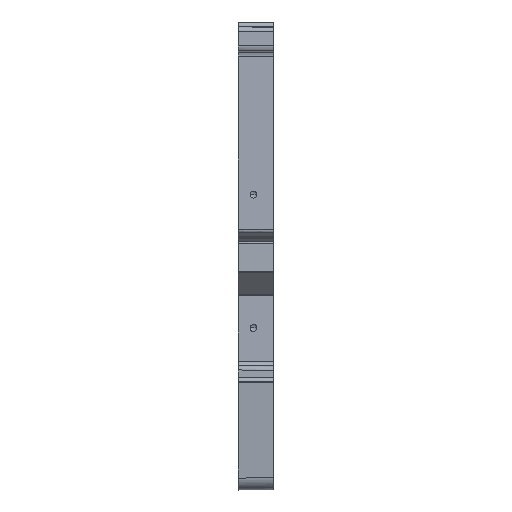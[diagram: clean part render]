
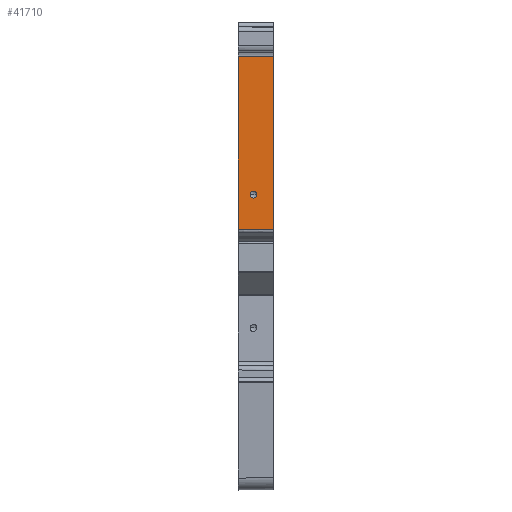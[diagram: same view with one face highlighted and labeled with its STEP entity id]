
A CAD part, left-side view. The second image highlights one B-rep face of the part: STEP entity #41710.
In plain terms, the highlighted face is planar.
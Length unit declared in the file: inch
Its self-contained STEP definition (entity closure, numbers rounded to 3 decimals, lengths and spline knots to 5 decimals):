
#10 = DIRECTION ( 'NONE',  ( -1., 0., 0.009 ) ) ;
#249 = EDGE_LOOP ( 'NONE', ( #8012, #39446, #17835, #44886 ) ) ;
#486 = CARTESIAN_POINT ( 'NONE',  ( -0.11101, 2.6102, -0.36017 ) ) ;
#814 = CARTESIAN_POINT ( 'NONE',  ( -0.31693, 2.31188, -0.35838 ) ) ;
#1133 = EDGE_CURVE ( 'NONE', #33774, #19177, #45613, .T. ) ;
#1356 = CARTESIAN_POINT ( 'NONE',  ( 0., 3.87804, -0.36114 ) ) ;
#1570 = CARTESIAN_POINT ( 'NONE',  ( -0.31693, 2.31188, -0.35838 ) ) ;
#2061 = CARTESIAN_POINT ( 'NONE',  ( 0., 2.3153, -0.36114 ) ) ;
#2313 = CARTESIAN_POINT ( 'NONE',  ( -0.10574, 2.63437, -0.36022 ) ) ;
#2424 = CARTESIAN_POINT ( 'NONE',  ( -0.10574, 2.62501, -0.36022 ) ) ;
#3794 = CARTESIAN_POINT ( 'NONE',  ( -0.10564, 3.87829, -0.36022 ) ) ;
#4082 = B_SPLINE_CURVE_WITH_KNOTS ( 'NONE', 3,
 ( #46149, #22010, #8588, #9131 ),
 .UNSPECIFIED., .F., .F.,
 ( 4, 4 ),
 ( 0., 0.5 ),
 .UNSPECIFIED. ) ;
#4562 = EDGE_CURVE ( 'NONE', #19177, #5563, #4082, .T. ) ;
#4942 = VERTEX_POINT ( 'NONE', #1356 ) ;
#5563 = VERTEX_POINT ( 'NONE', #50013 ) ;
#6768 = VERTEX_POINT ( 'NONE', #38775 ) ;
#6927 = VECTOR ( 'NONE', #41605, 39.37008 ) ;
#8012 = ORIENTED_EDGE ( 'NONE', *, *, #45410, .T. ) ;
#8159 = LINE ( 'NONE', #24874, #6927 ) ;
#8588 = CARTESIAN_POINT ( 'NONE',  ( -0.10538, 2.62813, -0.36022 ) ) ;
#9001 = CARTESIAN_POINT ( 'NONE',  ( -0.10574, 2.62501, -0.36022 ) ) ;
#9131 = CARTESIAN_POINT ( 'NONE',  ( -0.10538, 2.62969, -0.36022 ) ) ;
#9523 = CARTESIAN_POINT ( 'NONE',  ( -0.14661, 2.59925, -0.35986 ) ) ;
#11067 = CARTESIAN_POINT ( 'NONE',  ( -0.12323, 2.65891, -0.36007 ) ) ;
#11195 = EDGE_CURVE ( 'NONE', #5563, #23047, #36733, .T. ) ;
#13104 = ORIENTED_EDGE ( 'NONE', *, *, #11195, .T. ) ;
#17567 = B_SPLINE_CURVE_WITH_KNOTS ( 'NONE', 3,
 ( #33482, #50435, #42759, #814 ),
 .UNSPECIFIED., .F., .F.,
 ( 4, 4 ),
 ( 0., 1. ),
 .UNSPECIFIED. ) ;
#17568 = ORIENTED_EDGE ( 'NONE', *, *, #37642, .T. ) ;
#17835 = ORIENTED_EDGE ( 'NONE', *, *, #35433, .T. ) ;
#18807 = ORIENTED_EDGE ( 'NONE', *, *, #1133, .T. ) ;
#19177 = VERTEX_POINT ( 'NONE', #2424 ) ;
#19646 = CARTESIAN_POINT ( 'NONE',  ( -0.10538, 2.62969, -0.36022 ) ) ;
#20828 = CARTESIAN_POINT ( 'NONE',  ( -0.10574, 2.63437, -0.36022 ) ) ;
#21068 = CARTESIAN_POINT ( 'NONE',  ( -0.16459, 2.61424, -0.3597 ) ) ;
#22010 = CARTESIAN_POINT ( 'NONE',  ( -0.1055, 2.62657, -0.36022 ) ) ;
#22873 = CARTESIAN_POINT ( 'NONE',  ( -0.15395, 2.6566, -0.3598 ) ) ;
#23047 = VERTEX_POINT ( 'NONE', #20828 ) ;
#23471 = CARTESIAN_POINT ( 'NONE',  ( -0.1055, 2.63281, -0.36022 ) ) ;
#23963 = CARTESIAN_POINT ( 'NONE',  ( -0.14661, 2.66014, -0.35986 ) ) ;
#24710 = LINE ( 'NONE', #45819, #29907 ) ;
#24874 = CARTESIAN_POINT ( 'NONE',  ( 0., 3.95369, -0.36114 ) ) ;
#24959 = FACE_BOUND ( 'NONE', #50348, .T. ) ;
#25333 = VERTEX_POINT ( 'NONE', #2061 ) ;
#25968 = CARTESIAN_POINT ( 'NONE',  ( -0.1676, 2.62186, -0.35968 ) ) ;
#27800 = CARTESIAN_POINT ( 'NONE',  ( -0.13104, 2.6613, -0.36 ) ) ;
#28088 = CARTESIAN_POINT ( 'NONE',  ( -0.16758, 2.63752, -0.35968 ) ) ;
#29907 = VECTOR ( 'NONE', #33215, 39.37008 ) ;
#30753 = CARTESIAN_POINT ( 'NONE',  ( -0.16759, 2.62969, -0.35968 ) ) ;
#31646 = CARTESIAN_POINT ( 'NONE',  ( -0.16461, 2.64514, -0.3597 ) ) ;
#32612 = B_SPLINE_CURVE_WITH_KNOTS ( 'NONE', 3,
 ( #2313, #39614, #48631, #11067, #27800, #23963, #22873, #31646, #28088, #43705 ),
 .UNSPECIFIED., .F., .F.,
 ( 4, 2, 2, 2, 4 ),
 ( 0., 0.125, 0.25, 0.375, 0.5 ),
 .UNSPECIFIED. ) ;
#32929 = PLANE ( 'NONE',  #40869 ) ;
#33130 = EDGE_CURVE ( 'NONE', #6768, #4942, #37526, .T. ) ;
#33215 = DIRECTION ( 'NONE',  ( 0., 1., 0. ) ) ;
#33482 = CARTESIAN_POINT ( 'NONE',  ( 0., 2.3153, -0.36114 ) ) ;
#33694 = CARTESIAN_POINT ( 'NONE',  ( -0.12324, 2.60048, -0.36007 ) ) ;
#33774 = VERTEX_POINT ( 'NONE', #30753 ) ;
#35433 = EDGE_CURVE ( 'NONE', #38414, #6768, #24710, .T. ) ;
#36509 = FACE_OUTER_BOUND ( 'NONE', #249, .T. ) ;
#36641 = CARTESIAN_POINT ( 'NONE',  ( -0.10574, 2.63437, -0.36022 ) ) ;
#36733 = B_SPLINE_CURVE_WITH_KNOTS ( 'NONE', 3,
 ( #19646, #44296, #23471, #36641 ),
 .UNSPECIFIED., .F., .F.,
 ( 4, 4 ),
 ( 0.5, 1. ),
 .UNSPECIFIED. ) ;
#37526 = B_SPLINE_CURVE_WITH_KNOTS ( 'NONE', 3,
 ( #50103, #49562, #3794, #41615 ),
 .UNSPECIFIED., .F., .F.,
 ( 4, 4 ),
 ( 0., 1. ),
 .UNSPECIFIED. ) ;
#37642 = EDGE_CURVE ( 'NONE', #23047, #33774, #32612, .T. ) ;
#38070 = CARTESIAN_POINT ( 'NONE',  ( -0.15397, 2.60278, -0.3598 ) ) ;
#38414 = VERTEX_POINT ( 'NONE', #1570 ) ;
#38609 = CARTESIAN_POINT ( 'NONE',  ( -0.16759, 2.62969, -0.35968 ) ) ;
#38775 = CARTESIAN_POINT ( 'NONE',  ( -0.31693, 3.87878, -0.35838 ) ) ;
#39446 = ORIENTED_EDGE ( 'NONE', *, *, #47409, .T. ) ;
#39614 = CARTESIAN_POINT ( 'NONE',  ( -0.10692, 2.64212, -0.36021 ) ) ;
#40869 = AXIS2_PLACEMENT_3D ( 'NONE', #53743, #44720, #10 ) ;
#41605 = DIRECTION ( 'NONE',  ( 0., -1., 0. ) ) ;
#41615 = CARTESIAN_POINT ( 'NONE',  ( 0., 3.87804, -0.36114 ) ) ;
#41710 = ADVANCED_FACE ( 'NONE', ( #24959, #36509 ), #32929, .T. ) ;
#42759 = CARTESIAN_POINT ( 'NONE',  ( -0.21129, 2.31302, -0.3593 ) ) ;
#43705 = CARTESIAN_POINT ( 'NONE',  ( -0.16759, 2.62969, -0.35968 ) ) ;
#44296 = CARTESIAN_POINT ( 'NONE',  ( -0.10538, 2.63125, -0.36022 ) ) ;
#44720 = DIRECTION ( 'NONE',  ( -0.009, 0., -1. ) ) ;
#44886 = ORIENTED_EDGE ( 'NONE', *, *, #33130, .T. ) ;
#45410 = EDGE_CURVE ( 'NONE', #4942, #25333, #8159, .T. ) ;
#45613 = B_SPLINE_CURVE_WITH_KNOTS ( 'NONE', 3,
 ( #38609, #25968, #21068, #38070, #9523, #50916, #33694, #486, #54222, #9001 ),
 .UNSPECIFIED., .F., .F.,
 ( 4, 2, 2, 2, 4 ),
 ( 0.5, 0.625, 0.75, 0.875, 1. ),
 .UNSPECIFIED. ) ;
#45819 = CARTESIAN_POINT ( 'NONE',  ( -0.31693, 3.95369, -0.35838 ) ) ;
#46149 = CARTESIAN_POINT ( 'NONE',  ( -0.10574, 2.62501, -0.36022 ) ) ;
#47409 = EDGE_CURVE ( 'NONE', #25333, #38414, #17567, .T. ) ;
#48631 = CARTESIAN_POINT ( 'NONE',  ( -0.11102, 2.64917, -0.36017 ) ) ;
#49562 = CARTESIAN_POINT ( 'NONE',  ( -0.21129, 3.87853, -0.3593 ) ) ;
#50013 = CARTESIAN_POINT ( 'NONE',  ( -0.10538, 2.62969, -0.36022 ) ) ;
#50103 = CARTESIAN_POINT ( 'NONE',  ( -0.31693, 3.87878, -0.35838 ) ) ;
#50348 = EDGE_LOOP ( 'NONE', ( #53958, #13104, #17568, #18807 ) ) ;
#50435 = CARTESIAN_POINT ( 'NONE',  ( -0.10564, 2.31416, -0.36022 ) ) ;
#50916 = CARTESIAN_POINT ( 'NONE',  ( -0.13104, 2.59807, -0.36 ) ) ;
#53743 = CARTESIAN_POINT ( 'NONE',  ( 0., 3.95369, -0.36114 ) ) ;
#53958 = ORIENTED_EDGE ( 'NONE', *, *, #4562, .T. ) ;
#54222 = CARTESIAN_POINT ( 'NONE',  ( -0.10692, 2.61724, -0.36021 ) ) ;
